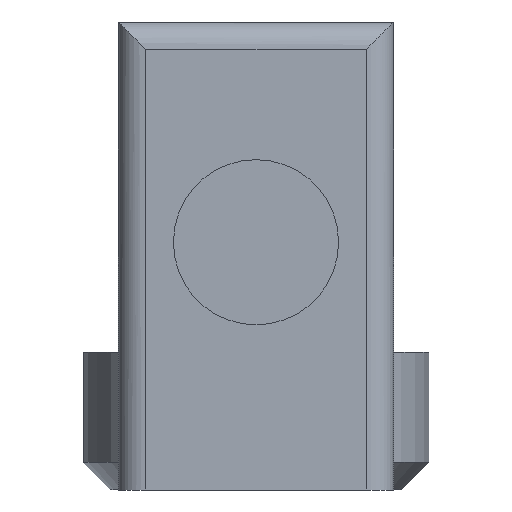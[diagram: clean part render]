
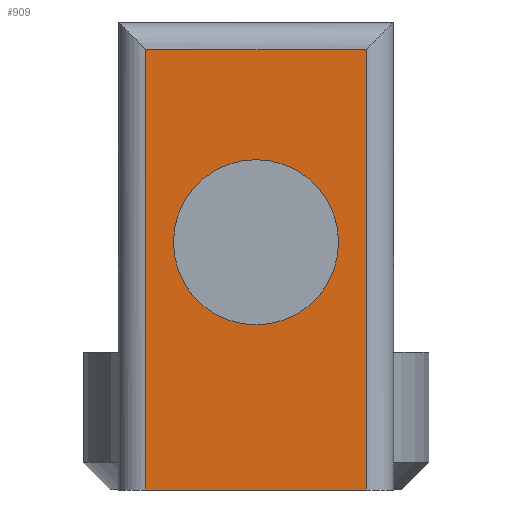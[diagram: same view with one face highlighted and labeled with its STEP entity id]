
A CAD part, left-side view. The second image highlights one B-rep face of the part: STEP entity #909.
In plain terms, the highlighted planar face has unit normal (-1, 0, 0).
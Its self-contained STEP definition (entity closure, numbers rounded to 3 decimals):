
#38=FACE_BOUND('',#172,.T.);
#106=FACE_OUTER_BOUND('',#171,.T.);
#171=EDGE_LOOP('',(#681,#682,#683,#684));
#172=EDGE_LOOP('',(#685));
#239=CIRCLE('',#995,1.5);
#278=LINE('',#1394,#338);
#297=LINE('',#1464,#357);
#298=LINE('',#1466,#358);
#299=LINE('',#1467,#359);
#338=VECTOR('',#1117,4.);
#357=VECTOR('',#1182,8.);
#358=VECTOR('',#1183,4.);
#359=VECTOR('',#1184,8.);
#406=VERTEX_POINT('',#1391);
#407=VERTEX_POINT('',#1393);
#429=VERTEX_POINT('',#1463);
#430=VERTEX_POINT('',#1465);
#431=VERTEX_POINT('',#1468);
#493=EDGE_CURVE('',#407,#406,#278,.T.);
#526=EDGE_CURVE('',#429,#406,#297,.T.);
#527=EDGE_CURVE('',#430,#429,#298,.T.);
#528=EDGE_CURVE('',#407,#430,#299,.T.);
#529=EDGE_CURVE('',#431,#431,#239,.T.);
#681=ORIENTED_EDGE('',*,*,#526,.F.);
#682=ORIENTED_EDGE('',*,*,#527,.F.);
#683=ORIENTED_EDGE('',*,*,#528,.F.);
#684=ORIENTED_EDGE('',*,*,#493,.T.);
#685=ORIENTED_EDGE('',*,*,#529,.T.);
#813=PLANE('',#994);
#909=ADVANCED_FACE('',(#106,#38),#813,.T.);
#994=AXIS2_PLACEMENT_3D('',#1462,#1180,#1181);
#995=AXIS2_PLACEMENT_3D('',#1469,#1185,#1186);
#1117=DIRECTION('',(0.,-1.,0.));
#1180=DIRECTION('center_axis',(-1.,0.,0.));
#1181=DIRECTION('ref_axis',(0.,0.,1.));
#1182=DIRECTION('',(0.,0.,-1.));
#1183=DIRECTION('',(0.,-1.,0.));
#1184=DIRECTION('',(0.,0.,1.));
#1185=DIRECTION('center_axis',(1.,0.,0.));
#1186=DIRECTION('ref_axis',(0.,0.,-1.));
#1391=CARTESIAN_POINT('',(0.,0.5,0.));
#1393=CARTESIAN_POINT('',(0.,4.5,0.));
#1394=CARTESIAN_POINT('',(0.,5.,0.));
#1462=CARTESIAN_POINT('Origin',(0.,0.,0.));
#1463=CARTESIAN_POINT('',(0.,0.5,8.));
#1464=CARTESIAN_POINT('',(0.,0.5,0.));
#1465=CARTESIAN_POINT('',(0.,4.5,8.));
#1466=CARTESIAN_POINT('',(0.,1.25,8.));
#1467=CARTESIAN_POINT('',(0.,4.5,0.));
#1468=CARTESIAN_POINT('',(0.,2.5,6.));
#1469=CARTESIAN_POINT('Origin',(0.,2.5,4.5));
